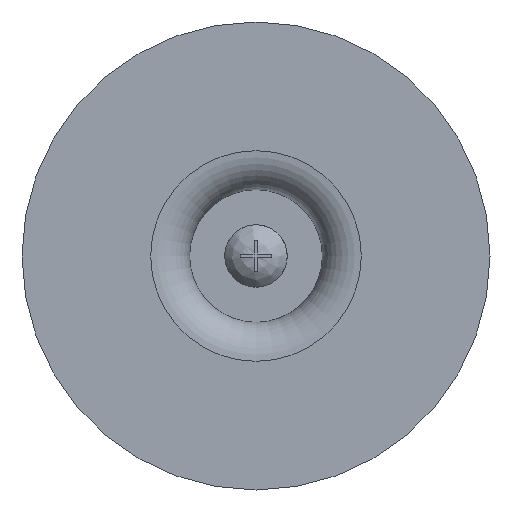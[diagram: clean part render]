
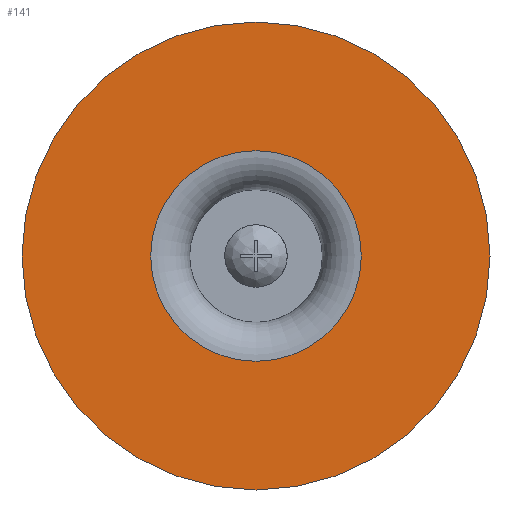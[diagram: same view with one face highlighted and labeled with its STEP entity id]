
A CAD part, front view. The second image highlights one B-rep face of the part: STEP entity #141.
In plain terms, the highlighted planar face has unit normal (0, -1, 0).
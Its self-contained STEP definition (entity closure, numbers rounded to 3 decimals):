
#141 = ADVANCED_FACE( '', ( #296, #297 ), #298, .F. );
#296 = FACE_BOUND( '', #485, .T. );
#297 = FACE_OUTER_BOUND( '', #486, .T. );
#298 = PLANE( '', #487 );
#485 = EDGE_LOOP( '', ( #801 ) );
#486 = EDGE_LOOP( '', ( #802 ) );
#487 = AXIS2_PLACEMENT_3D( '', #803, #804, #805 );
#801 = ORIENTED_EDGE( '', *, *, #993, .F. );
#802 = ORIENTED_EDGE( '', *, *, #879, .T. );
#803 = CARTESIAN_POINT( '', ( 30., 0., 0. ) );
#804 = DIRECTION( '', ( 0., 1., 0. ) );
#805 = DIRECTION( '', ( 0., 0., 1. ) );
#879 = EDGE_CURVE( '', #1020, #1020, #1021, .T. );
#993 = EDGE_CURVE( '', #1187, #1187, #1188, .T. );
#1020 = VERTEX_POINT( '', #1227 );
#1021 = CIRCLE( '', #1228, 30. );
#1187 = VERTEX_POINT( '', #1572 );
#1188 = CIRCLE( '', #1573, 13.5 );
#1227 = CARTESIAN_POINT( '', ( 0., 0., -30. ) );
#1228 = AXIS2_PLACEMENT_3D( '', #1598, #1599, #1600 );
#1572 = CARTESIAN_POINT( '', ( 0., 0., -13.5 ) );
#1573 = AXIS2_PLACEMENT_3D( '', #1687, #1688, #1689 );
#1598 = CARTESIAN_POINT( '', ( 0., 0., 0. ) );
#1599 = DIRECTION( '', ( 0., -1., 0. ) );
#1600 = DIRECTION( '', ( 0., 0., -1. ) );
#1687 = CARTESIAN_POINT( '', ( 0., 0., 0. ) );
#1688 = DIRECTION( '', ( 0., -1., 0. ) );
#1689 = DIRECTION( '', ( 0., 0., -1. ) );
